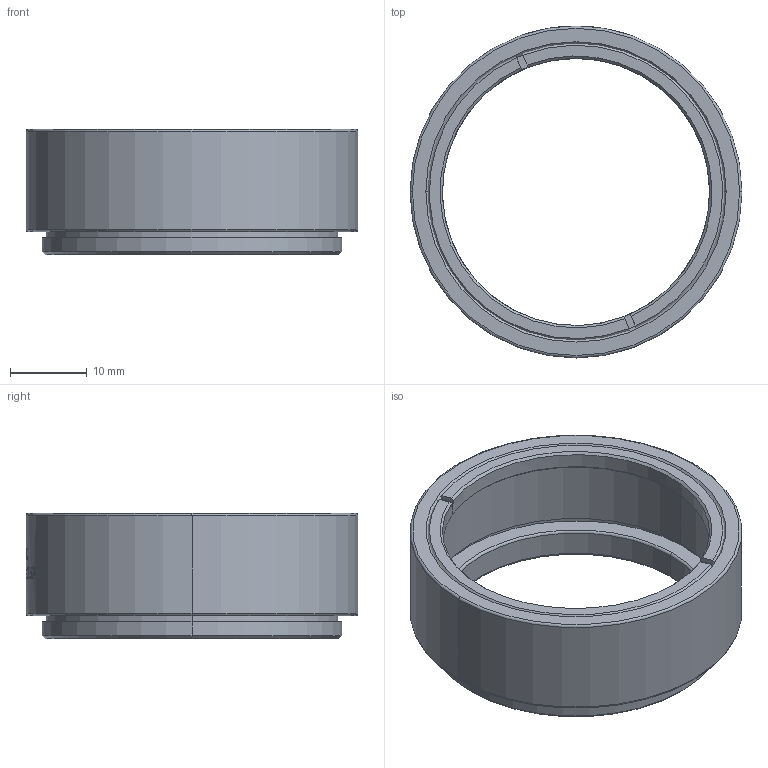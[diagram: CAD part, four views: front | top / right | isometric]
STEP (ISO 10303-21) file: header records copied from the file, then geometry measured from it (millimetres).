
FILE_DESCRIPTION (( 'STEP AP203' ), '1' );
FILE_NAME ('CSSM1.5-12.5A.STEP', '2025-08-29T05:25:11', ( '' ), ( '' ), 'SwSTEP 2.0', 'SolidWorks 2020', '' );
FILE_SCHEMA (( 'CONFIG_CONTROL_DESIGN' ));
Length unit declared in the file: millimetre
Products named in the file (1): CSSM1.5-12.5A
Bounding box: 43.2 x 43.2 x 16.3 mm (x, y, z)
Volume: 5503.4 mm3; surface area: 6245.4 mm2
Topology: 2 solids, 2 shells, 403 faces, 1100 edges, 728 vertices
Faces by surface type: bspline 273, plane 70, cylinder 40, cone 12, torus 8
Entity records: 23578 total; most frequent: CARTESIAN_POINT 15686, ORIENTED_EDGE 2200, EDGE_CURVE 1100, B_SPLINE_CURVE_WITH_KNOTS 864, VERTEX_POINT 728, DIRECTION 640, EDGE_LOOP 434, FACE_OUTER_BOUND 403
